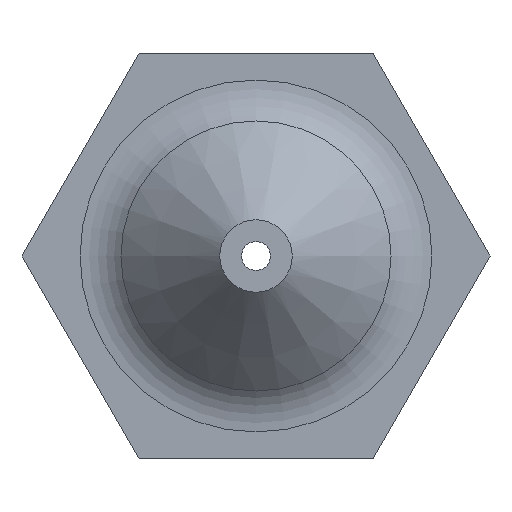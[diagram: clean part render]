
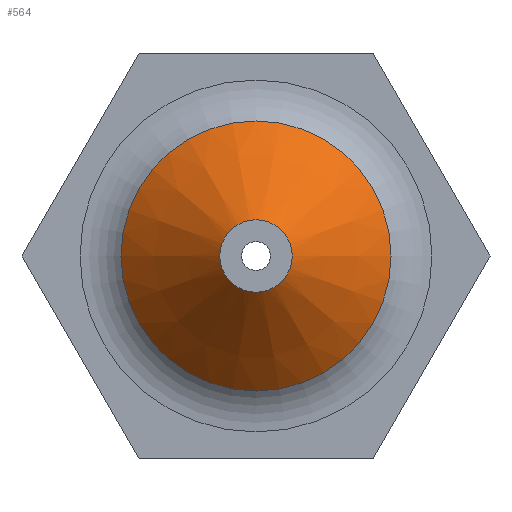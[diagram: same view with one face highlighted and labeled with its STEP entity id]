
A CAD part, front view. The second image highlights one B-rep face of the part: STEP entity #564.
In plain terms, the highlighted conical face has half-angle 45 degrees and reference radius 0.625 mm.
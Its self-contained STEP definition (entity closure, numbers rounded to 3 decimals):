
#54 = TOROIDAL_SURFACE('',#55,3.039,1.);
#55 = AXIS2_PLACEMENT_3D('',#56,#57,#58);
#56 = CARTESIAN_POINT('',(0.,0.,1.));
#57 = DIRECTION('',(0.,0.,1.));
#58 = DIRECTION('',(1.,0.,0.));
#228 = VERTEX_POINT('',#229);
#229 = CARTESIAN_POINT('',(2.332,0.,1.707));
#251 = EDGE_CURVE('',#228,#228,#252,.T.);
#252 = SURFACE_CURVE('',#253,(#258,#265),.PCURVE_S1.);
#253 = CIRCLE('',#254,2.332);
#254 = AXIS2_PLACEMENT_3D('',#255,#256,#257);
#255 = CARTESIAN_POINT('',(0.,0.,1.707));
#256 = DIRECTION('',(0.,0.,1.));
#257 = DIRECTION('',(1.,0.,0.));
#258 = PCURVE('',#54,#259);
#259 = DEFINITIONAL_REPRESENTATION('',(#260),#264);
#260 = LINE('',#261,#262);
#261 = CARTESIAN_POINT('',(0.,2.356));
#262 = VECTOR('',#263,1.);
#263 = DIRECTION('',(1.,0.));
#264 = ( GEOMETRIC_REPRESENTATION_CONTEXT(2) 
PARAMETRIC_REPRESENTATION_CONTEXT() REPRESENTATION_CONTEXT('2D SPACE',''
  ) );
#265 = PCURVE('',#266,#271);
#266 = CONICAL_SURFACE('',#267,0.625,0.785);
#267 = AXIS2_PLACEMENT_3D('',#268,#269,#270);
#268 = CARTESIAN_POINT('',(0.,0.,0.));
#269 = DIRECTION('',(0.,0.,1.));
#270 = DIRECTION('',(1.,0.,0.));
#271 = DEFINITIONAL_REPRESENTATION('',(#272),#276);
#272 = LINE('',#273,#274);
#273 = CARTESIAN_POINT('',(0.,1.707));
#274 = VECTOR('',#275,1.);
#275 = DIRECTION('',(1.,0.));
#276 = ( GEOMETRIC_REPRESENTATION_CONTEXT(2) 
PARAMETRIC_REPRESENTATION_CONTEXT() REPRESENTATION_CONTEXT('2D SPACE',''
  ) );
#564 = ADVANCED_FACE('',(#565),#266,.T.);
#565 = FACE_BOUND('',#566,.T.);
#566 = EDGE_LOOP('',(#567,#590,#617,#618));
#567 = ORIENTED_EDGE('',*,*,#568,.F.);
#568 = EDGE_CURVE('',#569,#228,#571,.T.);
#569 = VERTEX_POINT('',#570);
#570 = CARTESIAN_POINT('',(0.625,0.,0.));
#571 = SEAM_CURVE('',#572,(#576,#583),.PCURVE_S1.);
#572 = LINE('',#573,#574);
#573 = CARTESIAN_POINT('',(0.625,0.,0.));
#574 = VECTOR('',#575,1.);
#575 = DIRECTION('',(0.707,0.,0.707));
#576 = PCURVE('',#266,#577);
#577 = DEFINITIONAL_REPRESENTATION('',(#578),#582);
#578 = LINE('',#579,#580);
#579 = CARTESIAN_POINT('',(0.,0.));
#580 = VECTOR('',#581,1.);
#581 = DIRECTION('',(0.,1.));
#582 = ( GEOMETRIC_REPRESENTATION_CONTEXT(2) 
PARAMETRIC_REPRESENTATION_CONTEXT() REPRESENTATION_CONTEXT('2D SPACE',''
  ) );
#583 = PCURVE('',#266,#584);
#584 = DEFINITIONAL_REPRESENTATION('',(#585),#589);
#585 = LINE('',#586,#587);
#586 = CARTESIAN_POINT('',(6.283,0.));
#587 = VECTOR('',#588,1.);
#588 = DIRECTION('',(0.,1.));
#589 = ( GEOMETRIC_REPRESENTATION_CONTEXT(2) 
PARAMETRIC_REPRESENTATION_CONTEXT() REPRESENTATION_CONTEXT('2D SPACE',''
  ) );
#590 = ORIENTED_EDGE('',*,*,#591,.T.);
#591 = EDGE_CURVE('',#569,#569,#592,.T.);
#592 = SURFACE_CURVE('',#593,(#598,#605),.PCURVE_S1.);
#593 = CIRCLE('',#594,0.625);
#594 = AXIS2_PLACEMENT_3D('',#595,#596,#597);
#595 = CARTESIAN_POINT('',(0.,0.,0.));
#596 = DIRECTION('',(-0.,0.,1.));
#597 = DIRECTION('',(1.,0.,0.));
#598 = PCURVE('',#266,#599);
#599 = DEFINITIONAL_REPRESENTATION('',(#600),#604);
#600 = LINE('',#601,#602);
#601 = CARTESIAN_POINT('',(0.,0.));
#602 = VECTOR('',#603,1.);
#603 = DIRECTION('',(1.,0.));
#604 = ( GEOMETRIC_REPRESENTATION_CONTEXT(2) 
PARAMETRIC_REPRESENTATION_CONTEXT() REPRESENTATION_CONTEXT('2D SPACE',''
  ) );
#605 = PCURVE('',#606,#611);
#606 = PLANE('',#607);
#607 = AXIS2_PLACEMENT_3D('',#608,#609,#610);
#608 = CARTESIAN_POINT('',(0.,0.,0.));
#609 = DIRECTION('',(0.,0.,1.));
#610 = DIRECTION('',(1.,0.,0.));
#611 = DEFINITIONAL_REPRESENTATION('',(#612),#616);
#612 = CIRCLE('',#613,0.625);
#613 = AXIS2_PLACEMENT_2D('',#614,#615);
#614 = CARTESIAN_POINT('',(0.,0.));
#615 = DIRECTION('',(1.,0.));
#616 = ( GEOMETRIC_REPRESENTATION_CONTEXT(2) 
PARAMETRIC_REPRESENTATION_CONTEXT() REPRESENTATION_CONTEXT('2D SPACE',''
  ) );
#617 = ORIENTED_EDGE('',*,*,#568,.T.);
#618 = ORIENTED_EDGE('',*,*,#251,.F.);
